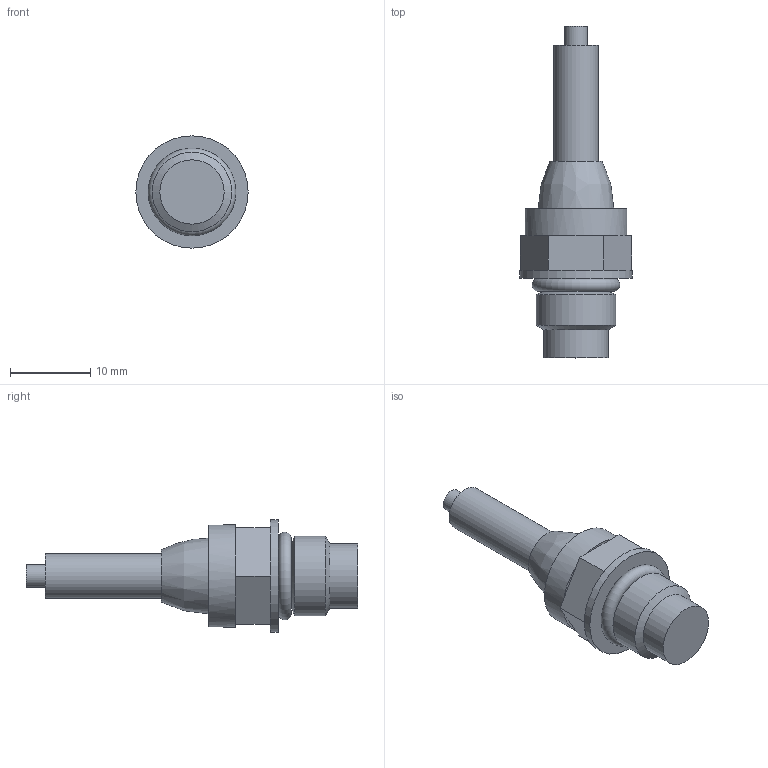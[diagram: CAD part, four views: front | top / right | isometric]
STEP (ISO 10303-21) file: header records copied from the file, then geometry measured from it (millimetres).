
FILE_DESCRIPTION(/* description */ (''),/* implementation_level */ '2;1');
FILE_NAME(/* name */ 'PFT510 3D Model (Website).stp',/* time_stamp */ '2020-09-01T10:16:24-07:00',/* author */ ('sasan'),/* organization */ (''),/* preprocessor_version */ 'ST-DEVELOPER v18',/* originating_system */ 'Autodesk Inventor 2020',/* authorisation */ '');
FILE_SCHEMA (('AUTOMOTIVE_DESIGN { 1 0 10303 214 3 1 1 }'));
Length unit declared in the file: inch
Products named in the file (1): Assembly with Cable_Shrinkwrap_2
Bounding box: 13.97 x 41.27 x 13.97 mm (x, y, z)
Volume: 2481.5 mm3; surface area: 1502 mm2
Topology: 1 solids, 1 shells, 41 faces, 98 edges, 63 vertices
Faces by surface type: plane 28, cylinder 8, torus 2, cone 2, bspline 1
Full cylindrical faces by diameter (mm): 2.794 x1, 5.588 x1, 7.798 x2, 8.001 x1, 9.9 x1, 12.7 x1, 13.97 x1
Entity records: 1338 total; most frequent: DIRECTION 234, CARTESIAN_POINT 229, ORIENTED_EDGE 196, EDGE_CURVE 98, AXIS2_PLACEMENT_3D 95, VERTEX_POINT 63, CIRCLE 54, EDGE_LOOP 47
